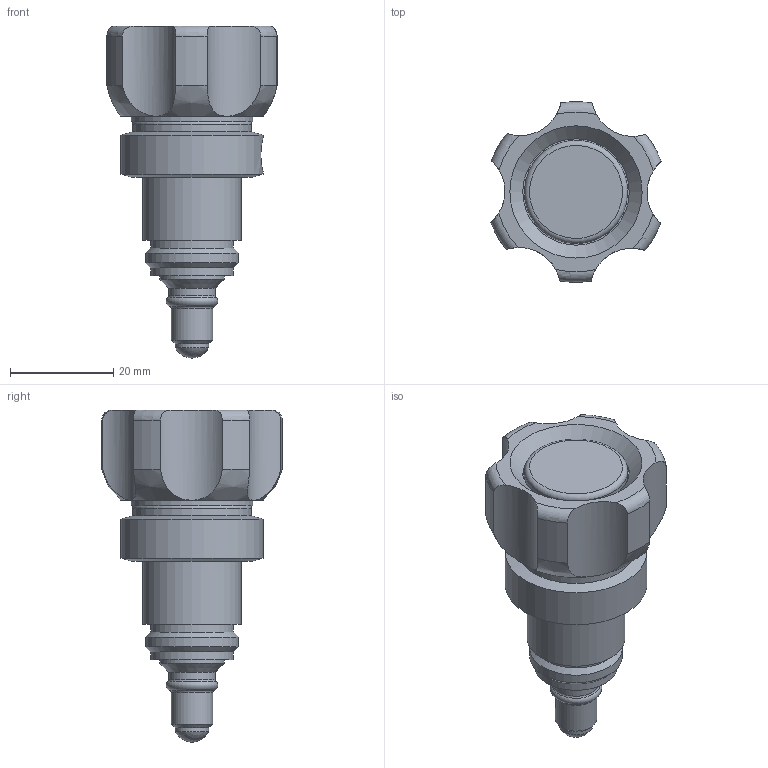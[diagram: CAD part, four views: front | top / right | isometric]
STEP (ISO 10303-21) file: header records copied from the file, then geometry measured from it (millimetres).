
FILE_DESCRIPTION(/* description */ ('This is a sample STEP configuration'),/* implementation_level */ '2;1');
FILE_NAME(/* name */ '440041.stp',/* time_stamp */ '2021-11-17T13:56:14+01:00',/* author */ ('powerJobs'),/* organization */ ('coolOrange'),/* preprocessor_version */ 'ST-DEVELOPER v18.1',/* originating_system */ 'Autodesk Inventor 2022',/* authorisation */ '');
FILE_SCHEMA (('AUTOMOTIVE_DESIGN { 1 0 10303 214 3 1 1 }'));
Length unit declared in the file: millimetre
Products named in the file (1): 440041
Bounding box: 32.97 x 34.95 x 64.27 mm (x, y, z)
Volume: 23721 mm3; surface area: 10587.7 mm2
Topology: 1 solids, 5 shells, 111 faces, 257 edges, 162 vertices
Faces by surface type: cylinder 47, plane 26, cone 14, torus 14, bspline 8, sphere 2
Full cylindrical faces by diameter (mm): 4 x1, 6 x1, 6.05 x1, 6.1 x1, 6.25 x2, 6.5 x1, 8 x1, 9 x1, 12.5 x1, 14 x3, 14.2 x1, 16 x2, 18 x1, 18.6 x2, 19 x1, 19.6 x1, 20 x1, 20.6 x1, 23 x1, 23.6 x1, 27.5 x1
Entity records: 4094 total; most frequent: CARTESIAN_POINT 1368, DIRECTION 551, ORIENTED_EDGE 512, EDGE_CURVE 256, AXIS2_PLACEMENT_3D 231, VERTEX_POINT 162, EDGE_LOOP 128, CIRCLE 127
